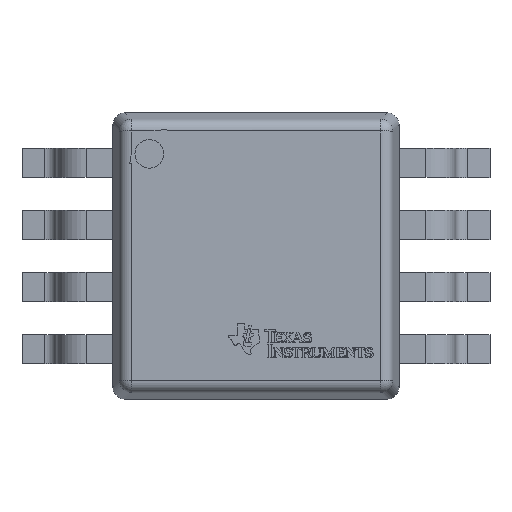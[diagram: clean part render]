
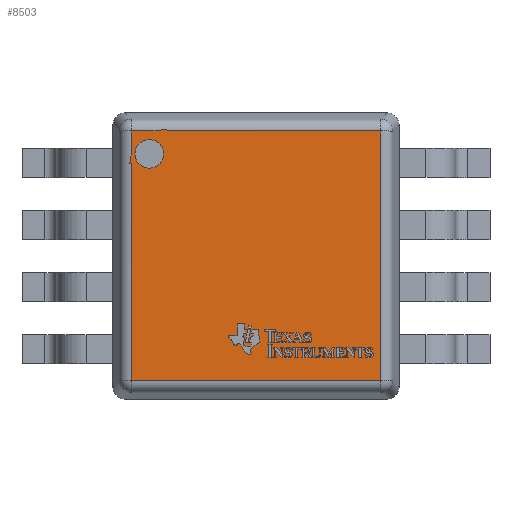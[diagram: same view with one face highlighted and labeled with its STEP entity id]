
A CAD part, top view. The second image highlights one B-rep face of the part: STEP entity #8503.
In plain terms, the highlighted face is planar.
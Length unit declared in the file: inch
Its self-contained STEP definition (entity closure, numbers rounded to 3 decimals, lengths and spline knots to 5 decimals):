
#300=PLANE('',#9152);
#583=FACE_OUTER_BOUND('',#1065,.T.);
#1065=EDGE_LOOP('',(#5889,#5890,#5891,#5892,#5893,#5894,#5895,#5896,#5897));
#1548=CIRCLE('',#9147,0.014);
#1549=CIRCLE('',#9149,0.014);
#1586=LINE('',#11238,#2487);
#1587=LINE('',#11241,#2488);
#1588=LINE('',#11243,#2489);
#1589=LINE('',#11245,#2490);
#1590=LINE('',#11246,#2491);
#1591=LINE('',#11248,#2492);
#1592=LINE('',#11249,#2493);
#2487=VECTOR('',#9546,0.3937);
#2488=VECTOR('',#9549,0.08952);
#2489=VECTOR('',#9550,0.10304);
#2490=VECTOR('',#9551,0.10304);
#2491=VECTOR('',#9552,0.08587);
#2492=VECTOR('',#9553,0.00987);
#2493=VECTOR('',#9554,0.00987);
#3730=VERTEX_POINT('',#11204);
#3731=VERTEX_POINT('',#11215);
#3732=VERTEX_POINT('',#11219);
#3733=VERTEX_POINT('',#11220);
#3734=VERTEX_POINT('',#11236);
#3735=VERTEX_POINT('',#11240);
#3736=VERTEX_POINT('',#11242);
#3737=VERTEX_POINT('',#11244);
#3738=VERTEX_POINT('',#11247);
#4587=EDGE_CURVE('',#3731,#3730,#1548,.T.);
#4589=EDGE_CURVE('',#3732,#3733,#1549,.T.);
#4591=EDGE_CURVE('',#3734,#3731,#1586,.T.);
#4592=EDGE_CURVE('',#3734,#3735,#1587,.T.);
#4593=EDGE_CURVE('',#3735,#3736,#1588,.T.);
#4594=EDGE_CURVE('',#3736,#3737,#1589,.T.);
#4595=EDGE_CURVE('',#3737,#3733,#1590,.T.);
#4596=EDGE_CURVE('',#3732,#3738,#1591,.T.);
#4597=EDGE_CURVE('',#3738,#3730,#1592,.T.);
#5889=ORIENTED_EDGE('',*,*,#4592,.T.);
#5890=ORIENTED_EDGE('',*,*,#4593,.T.);
#5891=ORIENTED_EDGE('',*,*,#4594,.T.);
#5892=ORIENTED_EDGE('',*,*,#4595,.T.);
#5893=ORIENTED_EDGE('',*,*,#4589,.F.);
#5894=ORIENTED_EDGE('',*,*,#4596,.T.);
#5895=ORIENTED_EDGE('',*,*,#4597,.T.);
#5896=ORIENTED_EDGE('',*,*,#4587,.F.);
#5897=ORIENTED_EDGE('',*,*,#4591,.F.);
#8503=ADVANCED_FACE('',(#583),#300,.T.);
#9147=AXIS2_PLACEMENT_3D('',#11217,#9536,#9537);
#9149=AXIS2_PLACEMENT_3D('',#11234,#9540,#9541);
#9152=AXIS2_PLACEMENT_3D('',#11239,#9547,#9548);
#9536=DIRECTION('center_axis',(0.,-1.,0.));
#9537=DIRECTION('ref_axis',(0.,0.,1.));
#9540=DIRECTION('center_axis',(0.,-1.,0.));
#9541=DIRECTION('ref_axis',(0.,0.,1.));
#9546=DIRECTION('',(0.,0.,1.));
#9547=DIRECTION('center_axis',(0.,1.,0.));
#9548=DIRECTION('ref_axis',(1.,0.,0.));
#9549=DIRECTION('',(1.,0.,0.));
#9550=DIRECTION('',(0.,0.,-1.));
#9551=DIRECTION('',(-1.,0.,0.));
#9552=DIRECTION('',(0.,0.,1.));
#9553=DIRECTION('',(0.,0.,1.));
#9554=DIRECTION('',(1.,0.,0.));
#11204=CARTESIAN_POINT('',(-0.04164,0.01615,0.05152));
#11215=CARTESIAN_POINT('',(-0.038,0.01615,0.052));
#11217=CARTESIAN_POINT('Origin',(-0.038,0.01615,0.038));
#11219=CARTESIAN_POINT('',(-0.05152,0.01615,0.04164));
#11220=CARTESIAN_POINT('',(-0.05152,0.01615,0.03436));
#11234=CARTESIAN_POINT('Origin',(-0.038,0.01615,0.038));
#11236=CARTESIAN_POINT('',(-0.038,0.01615,0.05152));
#11238=CARTESIAN_POINT('',(-0.038,0.01615,0.024));
#11239=CARTESIAN_POINT('Origin',(0.,0.01615,0.));
#11240=CARTESIAN_POINT('',(0.05152,0.01615,0.05152));
#11241=CARTESIAN_POINT('',(-0.038,0.01615,0.05152));
#11242=CARTESIAN_POINT('',(0.05152,0.01615,-0.05152));
#11243=CARTESIAN_POINT('',(0.05152,0.01615,0.05152));
#11244=CARTESIAN_POINT('',(-0.05152,0.01615,-0.05152));
#11245=CARTESIAN_POINT('',(0.05152,0.01615,-0.05152));
#11246=CARTESIAN_POINT('',(-0.05152,0.01615,-0.05152));
#11247=CARTESIAN_POINT('',(-0.05152,0.01615,0.05152));
#11248=CARTESIAN_POINT('',(-0.05152,0.01615,0.04164));
#11249=CARTESIAN_POINT('',(-0.05152,0.01615,0.05152));
